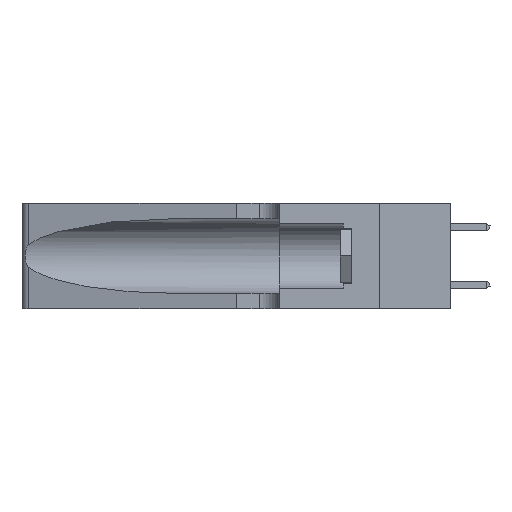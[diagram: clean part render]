
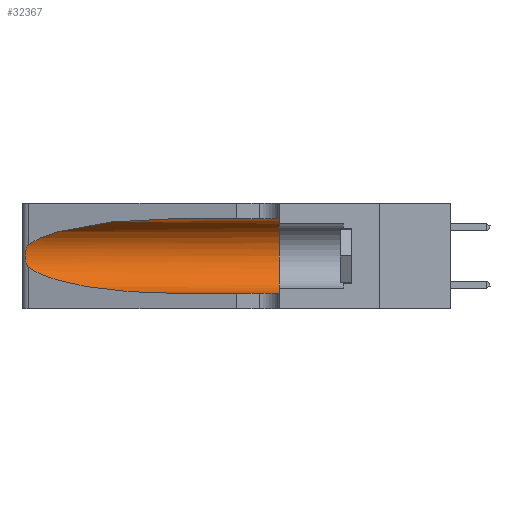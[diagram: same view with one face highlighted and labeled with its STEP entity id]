
A CAD part, left-side view. The second image highlights one B-rep face of the part: STEP entity #32367.
In plain terms, the highlighted cylindrical face has radius 3.308 mm (diameter 6.617 mm), a partial arc.
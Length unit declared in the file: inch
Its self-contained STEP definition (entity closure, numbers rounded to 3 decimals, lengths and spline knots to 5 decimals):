
#1560 = CARTESIAN_POINT ( 'NONE',  ( 0.25487, 1.22718, 0.14631 ) ) ;
#2431 =( BOUNDED_CURVE ( )  B_SPLINE_CURVE ( 3, ( #38989, #38827, #42669, #20826 ),
 .UNSPECIFIED., .F., .F. ) 
 B_SPLINE_CURVE_WITH_KNOTS ( ( 4, 4 ),
 ( 3.44316, 4.71239 ),
 .UNSPECIFIED. ) 
 CURVE ( )  GEOMETRIC_REPRESENTATION_ITEM ( )  RATIONAL_B_SPLINE_CURVE ( ( 1., 0.87, 0.87, 1. ) ) 
 REPRESENTATION_ITEM ( '' )  );
#2705 = ORIENTED_EDGE ( 'NONE', *, *, #29761, .F. ) ;
#3280 = VERTEX_POINT ( 'NONE', #14622 ) ;
#5139 = CARTESIAN_POINT ( 'NONE',  ( 0.25639, 1.23184, 0.21858 ) ) ;
#5320 = VERTEX_POINT ( 'NONE', #17632 ) ;
#7623 = CARTESIAN_POINT ( 'NONE',  ( 0.1305, 1.61858, 0.185 ) ) ;
#8468 = VERTEX_POINT ( 'NONE', #13609 ) ;
#8854 = CARTESIAN_POINT ( 'NONE',  ( 0.25854, 1.2359, 0.20912 ) ) ;
#10135 = DIRECTION ( 'NONE',  ( 0., -1., 0. ) ) ;
#10278 = ORIENTED_EDGE ( 'NONE', *, *, #29976, .T. ) ;
#11156 = DIRECTION ( 'NONE',  ( 0., 0., -1. ) ) ;
#11701 = AXIS2_PLACEMENT_3D ( 'NONE', #7623, #33302, #11156 ) ;
#12509 = CARTESIAN_POINT ( 'NONE',  ( 0.26075, 1.23896, 0.19203 ) ) ;
#13609 = CARTESIAN_POINT ( 'NONE',  ( 0.25487, 1.22718, 0.14631 ) ) ;
#14036 = CARTESIAN_POINT ( 'NONE',  ( 0.18966, 0.96281, 0.31525 ) ) ;
#14622 = CARTESIAN_POINT ( 'NONE',  ( 0.1305, 0.35, 0.31525 ) ) ;
#15300 = ORIENTED_EDGE ( 'NONE', *, *, #29253, .T. ) ;
#15767 = EDGE_CURVE ( 'NONE', #44388, #8468, #28993, .T. ) ;
#15807 = CARTESIAN_POINT ( 'NONE',  ( 0.1305, 0.35, 0.185 ) ) ;
#16167 = VERTEX_POINT ( 'NONE', #43837 ) ;
#16228 = CARTESIAN_POINT ( 'NONE',  ( 0.26017, 1.23833, 0.17102 ) ) ;
#16258 = DIRECTION ( 'NONE',  ( 0., -1., 0. ) ) ;
#16478 = LINE ( 'NONE', #41831, #26245 ) ;
#17632 = CARTESIAN_POINT ( 'NONE',  ( 0.1305, 0.35, 0.05475 ) ) ;
#19543 = DIRECTION ( 'NONE',  ( 0., 0., 1. ) ) ;
#19958 = CARTESIAN_POINT ( 'NONE',  ( 0.25789, 1.23486, 0.15765 ) ) ;
#20826 = CARTESIAN_POINT ( 'NONE',  ( 0.1305, 0.72297, 0.05475 ) ) ;
#20845 = EDGE_CURVE ( 'NONE', #3280, #5320, #26265, .T. ) ;
#21533 = VERTEX_POINT ( 'NONE', #41331 ) ;
#23651 = CARTESIAN_POINT ( 'NONE',  ( 0.25555, 1.22993, 0.14849 ) ) ;
#24512 = VECTOR ( 'NONE', #10135, 39.37008 ) ;
#24607 = ORIENTED_EDGE ( 'NONE', *, *, #20845, .F. ) ;
#25121 = CARTESIAN_POINT ( 'NONE',  ( 0.25487, 1.22718, 0.22369 ) ) ;
#26245 = VECTOR ( 'NONE', #16258, 39.37008 ) ;
#26265 = CIRCLE ( 'NONE', #45130, 0.13025 ) ;
#26290 =( BOUNDED_CURVE ( )  B_SPLINE_CURVE ( 3, ( #39609, #14036, #46972, #25121 ),
 .UNSPECIFIED., .F., .F. ) 
 B_SPLINE_CURVE_WITH_KNOTS ( ( 4, 4 ),
 ( 1.5708, 2.84003 ),
 .UNSPECIFIED. ) 
 CURVE ( )  GEOMETRIC_REPRESENTATION_ITEM ( )  RATIONAL_B_SPLINE_CURVE ( ( 1., 0.87, 0.87, 1. ) ) 
 REPRESENTATION_ITEM ( '' )  );
#27149 = CARTESIAN_POINT ( 'NONE',  ( 0.25555, 1.22994, 0.2215 ) ) ;
#28993 = B_SPLINE_CURVE_WITH_KNOTS ( 'NONE', 3,
 ( #37980, #27149, #5139, #30851, #8854, #34512, #12509, #38129, #16228, #41801, #19958, #45466, #23651, #1560 ),
 .UNSPECIFIED., .F., .F.,
 ( 4, 2, 2, 2, 2, 2, 4 ),
 ( 0., 0.00027, 0.00053, 0.00107, 0.0016, 0.00187, 0.00214 ),
 .UNSPECIFIED. ) ;
#29253 = EDGE_CURVE ( 'NONE', #8468, #16167, #2431, .T. ) ;
#29761 = EDGE_CURVE ( 'NONE', #21533, #3280, #16478, .T. ) ;
#29976 = EDGE_CURVE ( 'NONE', #16167, #5320, #34255, .T. ) ;
#29987 = ORIENTED_EDGE ( 'NONE', *, *, #40679, .T. ) ;
#30851 = CARTESIAN_POINT ( 'NONE',  ( 0.25787, 1.23484, 0.2124 ) ) ;
#32367 = ADVANCED_FACE ( 'NONE', ( #47168 ), #46010, .F. ) ;
#33302 = DIRECTION ( 'NONE',  ( 0., -1., 0. ) ) ;
#34255 = LINE ( 'NONE', #42916, #24512 ) ;
#34512 = CARTESIAN_POINT ( 'NONE',  ( 0.26018, 1.23835, 0.19895 ) ) ;
#37980 = CARTESIAN_POINT ( 'NONE',  ( 0.25487, 1.22718, 0.22369 ) ) ;
#38129 = CARTESIAN_POINT ( 'NONE',  ( 0.26075, 1.23896, 0.178 ) ) ;
#38827 = CARTESIAN_POINT ( 'NONE',  ( 0.2373, 1.15595, 0.08982 ) ) ;
#38989 = CARTESIAN_POINT ( 'NONE',  ( 0.25487, 1.22718, 0.14631 ) ) ;
#39319 = CARTESIAN_POINT ( 'NONE',  ( 0.25487, 1.22718, 0.22369 ) ) ;
#39609 = CARTESIAN_POINT ( 'NONE',  ( 0.1305, 0.72297, 0.31525 ) ) ;
#40679 = EDGE_CURVE ( 'NONE', #21533, #44388, #26290, .T. ) ;
#41331 = CARTESIAN_POINT ( 'NONE',  ( 0.1305, 0.72297, 0.31525 ) ) ;
#41385 = DIRECTION ( 'NONE',  ( 0., 1., 0. ) ) ;
#41801 = CARTESIAN_POINT ( 'NONE',  ( 0.25856, 1.23593, 0.16098 ) ) ;
#41831 = CARTESIAN_POINT ( 'NONE',  ( 0.1305, 1.61858, 0.31525 ) ) ;
#42669 = CARTESIAN_POINT ( 'NONE',  ( 0.18966, 0.96281, 0.05475 ) ) ;
#42916 = CARTESIAN_POINT ( 'NONE',  ( 0.1305, 1.61858, 0.05475 ) ) ;
#43837 = CARTESIAN_POINT ( 'NONE',  ( 0.1305, 0.72297, 0.05475 ) ) ;
#44388 = VERTEX_POINT ( 'NONE', #39319 ) ;
#44749 = ORIENTED_EDGE ( 'NONE', *, *, #15767, .T. ) ;
#45130 = AXIS2_PLACEMENT_3D ( 'NONE', #15807, #41385, #19543 ) ;
#45466 = CARTESIAN_POINT ( 'NONE',  ( 0.25639, 1.23186, 0.15144 ) ) ;
#46010 = CYLINDRICAL_SURFACE ( 'NONE', #11701, 0.13025 ) ;
#46483 = EDGE_LOOP ( 'NONE', ( #29987, #44749, #15300, #10278, #24607, #2705 ) ) ;
#46972 = CARTESIAN_POINT ( 'NONE',  ( 0.2373, 1.15595, 0.28018 ) ) ;
#47168 = FACE_OUTER_BOUND ( 'NONE', #46483, .T. ) ;
